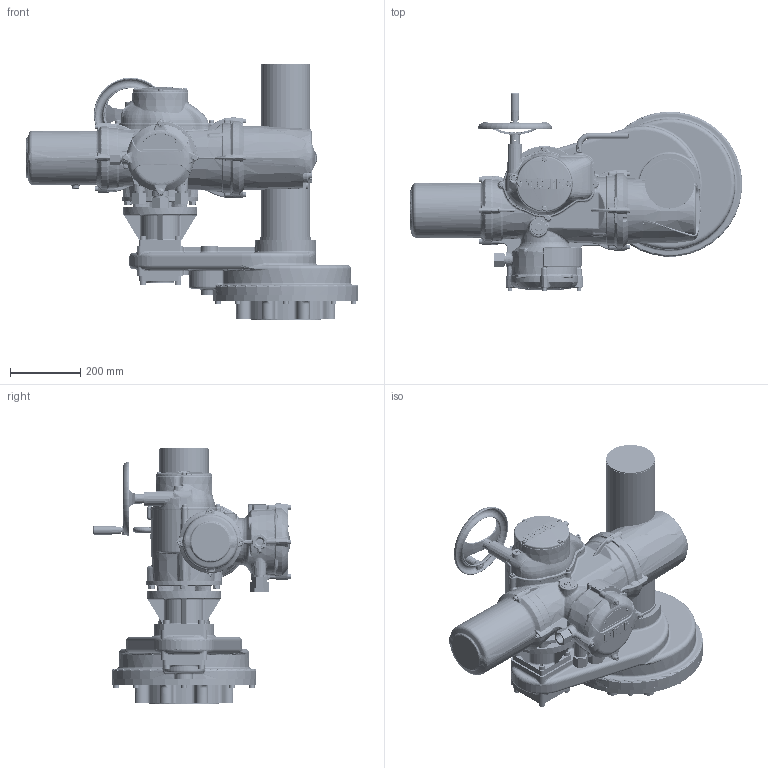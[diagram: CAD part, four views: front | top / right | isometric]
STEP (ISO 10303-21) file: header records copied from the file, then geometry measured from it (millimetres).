
FILE_DESCRIPTION(/* description */ ('Unknown'),/* implementation_level */ '2;1');
FILE_NAME(/* name */ 'II3SHWIS10STD',/* time_stamp */ '2019-04-25T14:19:30+01:00',/* author */ ('Unknown'),/* organization */ ('Unknown'),/* preprocessor_version */ 'ST-DEVELOPER v16.7',/* originating_system */ 'DEX',/* authorisation */ $);
FILE_SCHEMA (('AUTOMOTIVE_DESIGN {1 0 10303 214 3 1 1}'));
Length unit declared in the file: millimetre
Products named in the file (16): II3SHWIS10STD; GB-IS10-GCASE; GB-IS10-CTUBE_500; GB-IS10-INFLG_F16; GB-IS10-OUTFLG_F25; II0-55-ADPIMP4-std; GB-IS10-INDPLATE; IQ3 35 SHW; II3-01-std; II0-20SHORT-std; II3-05-std; II0-55-std; II3-02B3B4_F16-std; II0-20LONG-std; II3-04SHW-std; II345-04CAP-std
Assembly tree (15 placements, depth 3):
  II3SHWIS10STD
    GB-IS10-GCASE
    GB-IS10-CTUBE_500
    GB-IS10-INFLG_F16
    GB-IS10-OUTFLG_F25
    II0-55-ADPIMP4-std
    GB-IS10-INDPLATE
    IQ3 35 SHW
      II3-01-std
      II0-20SHORT-std
      II3-05-std
      II0-55-std
      II3-02B3B4_F16-std
      II0-20LONG-std
      II3-04SHW-std
      II345-04CAP-std
Bounding box: 942.9 x 563.65 x 729.35 mm (x, y, z)
Volume: 48746959.4 mm3; surface area: 3385249.2 mm2
Topology: 51 solids, 77 shells, 8440 faces, 21082 edges, 12604 vertices
Faces by surface type: bspline 2772, plane 2427, cylinder 1370, torus 928, cone 696, sphere 247
Full cylindrical faces by diameter (mm): 1.152 x2, 3 x8, 4.917 x7, 5.5 x1, 6 x4, 6.2 x2, 6.45 x12, 6.47 x12, 6.5 x1, 6.647 x2, 7 x4, 7.6 x4, 8 x29, 8.1 x2, 8.2 x1, 8.5 x4, 9.7 x2, 10 x10, 10.2 x4, 10.45 x4, 10.47 x4, 10.5 x8, 11.78 x1, 12 x12, 12.1 x1, 12.444 x1, 12.5 x8, 13 x21, 13.25 x8, 13.376 x8
Entity records: 373961 total; most frequent: CARTESIAN_POINT 143088, ORIENTED_EDGE 39236, DIRECTION 30688, EDGE_CURVE 19618, AXIS2_PLACEMENT_3D 12859, VERTEX_POINT 12214, FACE_BOUND 9456, EDGE_LOOP 9413
